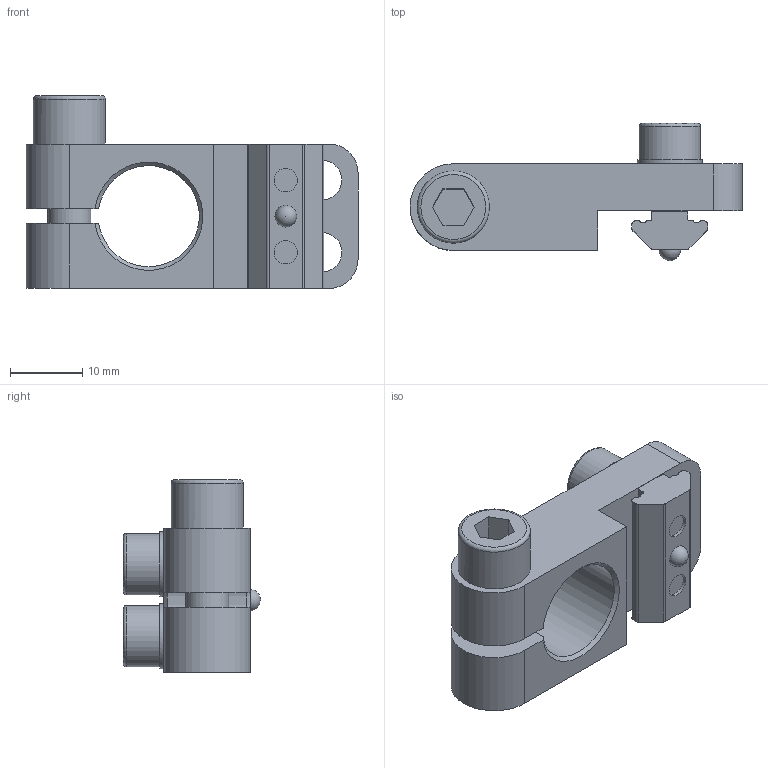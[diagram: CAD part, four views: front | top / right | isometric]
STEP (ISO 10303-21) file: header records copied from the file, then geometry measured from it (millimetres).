
FILE_DESCRIPTION(/* description */ ('GR02.004-Kd'),/* implementation_level */ '2;1');
FILE_NAME(/* name */ 'GR02.004-Kd.stp',/* time_stamp */ '2024-01-03T15:26:21+01:00',/* author */ ('BMaier'),/* organization */ (''),/* preprocessor_version */ 'ST-DEVELOPER v18',/* originating_system */ 'Autodesk Inventor 2020',/* authorisation */ '');
FILE_SCHEMA (('AUTOMOTIVE_DESIGN { 1 0 10303 214 3 1 1 }'));
Length unit declared in the file: millimetre
Products named in the file (1): 0803667.004_Shrinkwrap_1
Bounding box: 46 x 19 x 26.7 mm (x, y, z)
Volume: 7768.4 mm3; surface area: 5528.4 mm2
Topology: 1 solids, 1 shells, 114 faces, 293 edges, 194 vertices
Faces by surface type: plane 64, cylinder 44, torus 3, cone 2, sphere 1
Full cylindrical faces by diameter (mm): 3.242 x2, 4.917 x1, 5 x2, 5.3 x2, 6 x1, 6.4 x1, 6.5 x1, 8.5 x2, 9 x2, 10 x1
Entity records: 3705 total; most frequent: CARTESIAN_POINT 633, DIRECTION 615, ORIENTED_EDGE 584, EDGE_CURVE 292, AXIS2_PLACEMENT_3D 220, VERTEX_POINT 194, LINE 175, VECTOR 175
